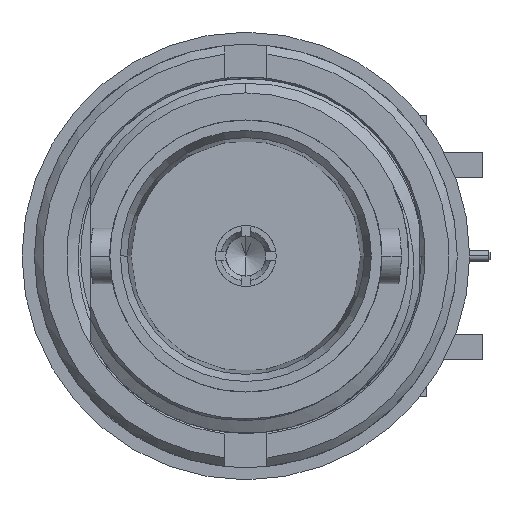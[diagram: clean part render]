
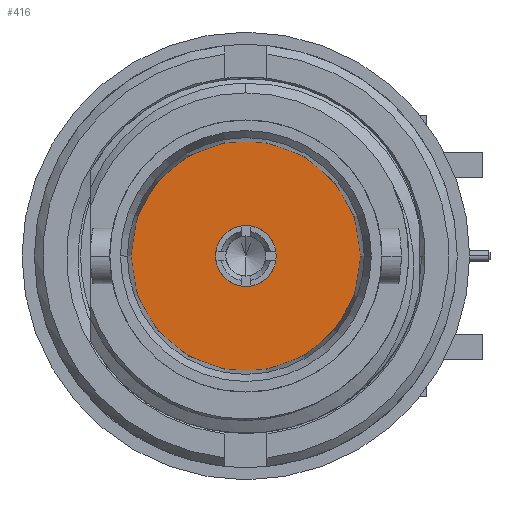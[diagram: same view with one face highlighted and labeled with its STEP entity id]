
A CAD part, left-side view. The second image highlights one B-rep face of the part: STEP entity #416.
In plain terms, the highlighted planar face has unit normal (-1, 0, 0).
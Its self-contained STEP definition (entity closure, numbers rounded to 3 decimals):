
#416=ADVANCED_FACE('',(#1078,#1079),#1080,.F.);
#1078=FACE_OUTER_BOUND('',#2011,.T.);
#1079=FACE_BOUND('',#2012,.T.);
#1080=PLANE('',#2013);
#2011=EDGE_LOOP('',(#9416,#9417));
#2012=EDGE_LOOP('',(#9418,#9419));
#2013=AXIS2_PLACEMENT_3D('',#9420,#9421,#9422);
#9416=ORIENTED_EDGE('',*,*,#12029,.T.);
#9417=ORIENTED_EDGE('',*,*,#12030,.T.);
#9418=ORIENTED_EDGE('',*,*,#12027,.T.);
#9419=ORIENTED_EDGE('',*,*,#12023,.T.);
#9420=CARTESIAN_POINT('',(8.41,0.0,0.0));
#9421=DIRECTION('',(1.0,0.0,0.0));
#9422=DIRECTION('',(0.0,-1.0,0.0));
#12023=EDGE_CURVE('',#13399,#13400,#13401,.F.);
#12027=EDGE_CURVE('',#13400,#13399,#13405,.F.);
#12029=EDGE_CURVE('',#13407,#13408,#13409,.T.);
#12030=EDGE_CURVE('',#13408,#13407,#13410,.F.);
#13399=VERTEX_POINT('',#18571);
#13400=VERTEX_POINT('',#18572);
#13401=CIRCLE('',#18573,1.075);
#13405=CIRCLE('',#18579,1.075);
#13407=VERTEX_POINT('',#18581);
#13408=VERTEX_POINT('',#18582);
#13409=CIRCLE('',#18583,4.075);
#13410=CIRCLE('',#18584,4.075);
#18571=CARTESIAN_POINT('',(8.41,0.,1.075));
#18572=CARTESIAN_POINT('',(8.41,0.,-1.075));
#18573=AXIS2_PLACEMENT_3D('',#24760,#24761,#24762);
#18579=AXIS2_PLACEMENT_3D('',#24765,#24766,#24767);
#18581=CARTESIAN_POINT('',(8.41,-4.075,0.));
#18582=CARTESIAN_POINT('',(8.41,4.075,0.));
#18583=AXIS2_PLACEMENT_3D('',#24768,#24769,#24770);
#18584=AXIS2_PLACEMENT_3D('',#24771,#24772,#24773);
#24760=CARTESIAN_POINT('',(8.41,0.0,0.0));
#24761=DIRECTION('',(-1.0,-0.0,0.0));
#24762=DIRECTION('',(0.0,-1.0,0.0));
#24765=CARTESIAN_POINT('',(8.41,0.0,0.0));
#24766=DIRECTION('',(-1.0,-0.0,0.0));
#24767=DIRECTION('',(0.0,-1.0,0.0));
#24768=CARTESIAN_POINT('',(8.41,0.,0.0));
#24769=DIRECTION('',(-1.0,0.0,0.0));
#24770=DIRECTION('',(0.0,1.0,0.0));
#24771=CARTESIAN_POINT('',(8.41,0.,0.0));
#24772=DIRECTION('',(1.0,0.0,0.0));
#24773=DIRECTION('',(0.0,1.0,0.0));
